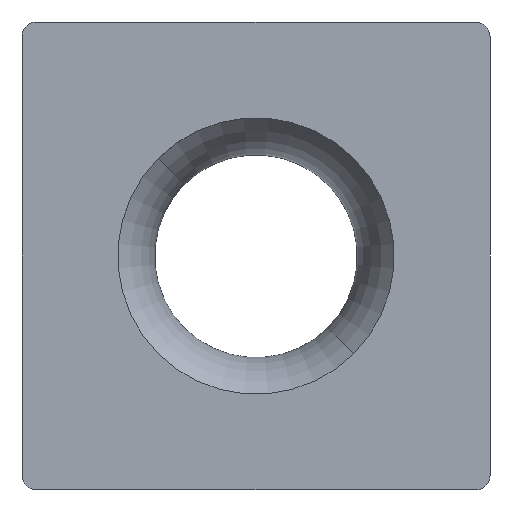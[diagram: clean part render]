
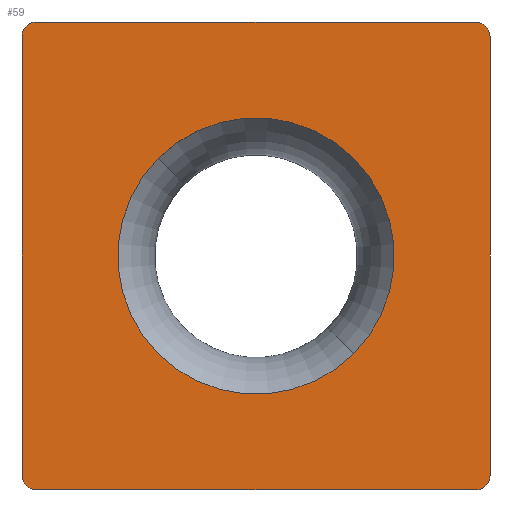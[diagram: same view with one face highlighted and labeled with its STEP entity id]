
A CAD part, top view. The second image highlights one B-rep face of the part: STEP entity #59.
In plain terms, the highlighted planar face has unit normal (0, 0, 1).
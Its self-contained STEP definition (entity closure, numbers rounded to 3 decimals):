
#59=ADVANCED_FACE('',(#81,#82),#75,.T.);
#75=PLANE('',#424);
#81=FACE_BOUND('',#85,.T.);
#82=FACE_BOUND('',#86,.T.);
#85=EDGE_LOOP('',(#103,#104,#105,#106,#107,#108,#109,#110,#111,#112));
#86=EDGE_LOOP('',(#113,#114));
#103=ORIENTED_EDGE('',*,*,#209,.F.);
#104=ORIENTED_EDGE('',*,*,#210,.F.);
#105=ORIENTED_EDGE('',*,*,#211,.F.);
#106=ORIENTED_EDGE('',*,*,#212,.F.);
#107=ORIENTED_EDGE('',*,*,#213,.F.);
#108=ORIENTED_EDGE('',*,*,#214,.F.);
#109=ORIENTED_EDGE('',*,*,#215,.F.);
#110=ORIENTED_EDGE('',*,*,#216,.F.);
#111=ORIENTED_EDGE('',*,*,#217,.F.);
#112=ORIENTED_EDGE('',*,*,#218,.F.);
#113=ORIENTED_EDGE('',*,*,#219,.F.);
#114=ORIENTED_EDGE('',*,*,#220,.F.);
#183=VERTEX_POINT('',#577);
#184=VERTEX_POINT('',#578);
#185=VERTEX_POINT('',#580);
#186=VERTEX_POINT('',#582);
#187=VERTEX_POINT('',#584);
#188=VERTEX_POINT('',#586);
#189=VERTEX_POINT('',#588);
#190=VERTEX_POINT('',#590);
#191=VERTEX_POINT('',#592);
#192=VERTEX_POINT('',#594);
#193=VERTEX_POINT('',#597);
#194=VERTEX_POINT('',#598);
#209=EDGE_CURVE('',#183,#184,#313,.T.);
#210=EDGE_CURVE('',#185,#183,#257,.T.);
#211=EDGE_CURVE('',#186,#185,#314,.T.);
#212=EDGE_CURVE('',#187,#186,#258,.T.);
#213=EDGE_CURVE('',#188,#187,#259,.T.);
#214=EDGE_CURVE('',#189,#188,#315,.T.);
#215=EDGE_CURVE('',#190,#189,#260,.T.);
#216=EDGE_CURVE('',#191,#190,#316,.T.);
#217=EDGE_CURVE('',#192,#191,#261,.T.);
#218=EDGE_CURVE('',#184,#192,#262,.T.);
#219=EDGE_CURVE('',#193,#194,#263,.T.);
#220=EDGE_CURVE('',#194,#193,#264,.T.);
#257=CIRCLE('',#416,0.4);
#258=CIRCLE('',#417,0.4);
#259=CIRCLE('',#418,0.4);
#260=CIRCLE('',#419,0.4);
#261=CIRCLE('',#420,0.4);
#262=CIRCLE('',#421,0.4);
#263=CIRCLE('',#422,3.75);
#264=CIRCLE('',#423,3.75);
#313=LINE('',#576,#341);
#314=LINE('',#581,#342);
#315=LINE('',#587,#343);
#316=LINE('',#591,#344);
#341=VECTOR('',#472,1.);
#342=VECTOR('',#475,1.);
#343=VECTOR('',#480,1.);
#344=VECTOR('',#483,1.);
#416=AXIS2_PLACEMENT_3D('',#579,#473,#474);
#417=AXIS2_PLACEMENT_3D('',#583,#476,#477);
#418=AXIS2_PLACEMENT_3D('',#585,#478,#479);
#419=AXIS2_PLACEMENT_3D('',#589,#481,#482);
#420=AXIS2_PLACEMENT_3D('',#593,#484,#485);
#421=AXIS2_PLACEMENT_3D('',#595,#486,#487);
#422=AXIS2_PLACEMENT_3D('',#596,#488,#489);
#423=AXIS2_PLACEMENT_3D('',#599,#490,#491);
#424=AXIS2_PLACEMENT_3D('',#600,#492,#493);
#472=DIRECTION('',(1.,0.,0.));
#473=DIRECTION('',(0.,0.,-1.));
#474=DIRECTION('',(-1.,0.,0.));
#475=DIRECTION('',(0.,1.,0.));
#476=DIRECTION('',(0.,0.,-1.));
#477=DIRECTION('',(-0.707,-0.707,0.));
#478=DIRECTION('',(0.,0.,-1.));
#479=DIRECTION('',(0.,-1.,0.));
#480=DIRECTION('',(-1.,0.,0.));
#481=DIRECTION('',(0.,0.,-1.));
#482=DIRECTION('',(1.,0.,0.));
#483=DIRECTION('',(0.,-1.,0.));
#484=DIRECTION('',(0.,0.,-1.));
#485=DIRECTION('',(0.707,0.707,0.));
#486=DIRECTION('',(0.,0.,-1.));
#487=DIRECTION('',(0.,1.,0.));
#488=DIRECTION('',(0.,0.,1.));
#489=DIRECTION('',(-0.707,0.707,0.));
#490=DIRECTION('',(0.,0.,1.));
#491=DIRECTION('',(0.707,-0.707,0.));
#492=DIRECTION('',(0.,0.,1.));
#493=DIRECTION('',(-0.707,-0.707,0.));
#576=CARTESIAN_POINT('',(-5.95,6.35,0.));
#577=CARTESIAN_POINT('',(-5.95,6.35,0.));
#578=CARTESIAN_POINT('',(5.95,6.35,0.));
#579=CARTESIAN_POINT('',(-5.95,5.95,0.));
#580=CARTESIAN_POINT('',(-6.35,5.95,0.));
#581=CARTESIAN_POINT('',(-6.35,-5.95,0.));
#582=CARTESIAN_POINT('',(-6.35,-5.95,0.));
#583=CARTESIAN_POINT('',(-5.95,-5.95,0.));
#584=CARTESIAN_POINT('',(-6.233,-6.233,0.));
#585=CARTESIAN_POINT('',(-5.95,-5.95,0.));
#586=CARTESIAN_POINT('',(-5.95,-6.35,0.));
#587=CARTESIAN_POINT('',(5.95,-6.35,0.));
#588=CARTESIAN_POINT('',(5.95,-6.35,0.));
#589=CARTESIAN_POINT('',(5.95,-5.95,0.));
#590=CARTESIAN_POINT('',(6.35,-5.95,0.));
#591=CARTESIAN_POINT('',(6.35,5.95,0.));
#592=CARTESIAN_POINT('',(6.35,5.95,0.));
#593=CARTESIAN_POINT('',(5.95,5.95,0.));
#594=CARTESIAN_POINT('',(6.233,6.233,0.));
#595=CARTESIAN_POINT('',(5.95,5.95,0.));
#596=CARTESIAN_POINT('',(0.,0.,0.));
#597=CARTESIAN_POINT('',(-2.652,2.652,0.));
#598=CARTESIAN_POINT('',(2.652,-2.652,0.));
#599=CARTESIAN_POINT('',(0.,0.,0.));
#600=CARTESIAN_POINT('',(0.,0.,0.));
